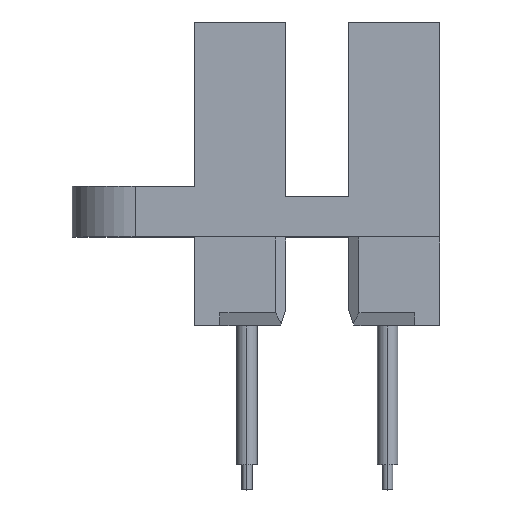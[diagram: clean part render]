
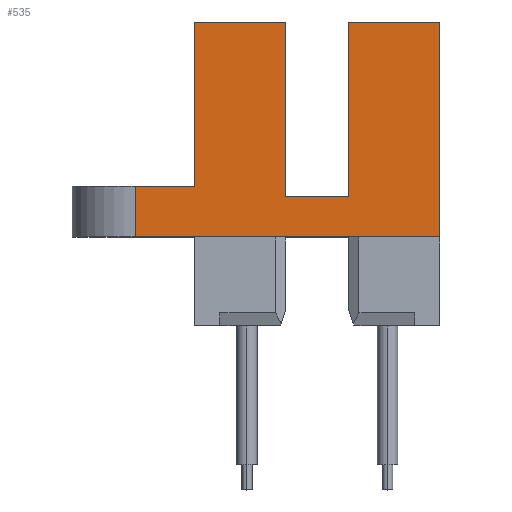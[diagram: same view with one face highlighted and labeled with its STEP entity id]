
A CAD part, top view. The second image highlights one B-rep face of the part: STEP entity #535.
In plain terms, the highlighted planar face has unit normal (0, 0, 1).
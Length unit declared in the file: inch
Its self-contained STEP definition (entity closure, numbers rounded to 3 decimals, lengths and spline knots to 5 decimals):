
#62 = VERTEX_POINT ( 'NONE', #2725 ) ;
#75 = CARTESIAN_POINT ( 'NONE',  ( -0.2425, 0., 0.125 ) ) ;
#85 = CARTESIAN_POINT ( 'NONE',  ( -0.0625, 0.08, 0.125 ) ) ;
#134 = DIRECTION ( 'NONE',  ( 1., 0., 0. ) ) ;
#176 = EDGE_CURVE ( 'NONE', #1887, #2081, #2772, .T. ) ;
#177 = DIRECTION ( 'NONE',  ( -1., 0., 0. ) ) ;
#208 = CARTESIAN_POINT ( 'NONE',  ( 0.0625, 0.08, 0.125 ) ) ;
#216 = CARTESIAN_POINT ( 'NONE',  ( -0.0625, 0.08, 0.125 ) ) ;
#313 = VERTEX_POINT ( 'NONE', #1398 ) ;
#334 = VECTOR ( 'NONE', #2809, 39.37008 ) ;
#361 = VECTOR ( 'NONE', #134, 39.37008 ) ;
#367 = LINE ( 'NONE', #75, #2419 ) ;
#385 = LINE ( 'NONE', #1968, #469 ) ;
#431 = CARTESIAN_POINT ( 'NONE',  ( -0.35975, 0.1, 0.125 ) ) ;
#452 = CARTESIAN_POINT ( 'NONE',  ( 0.0625, 0.425, 0.125 ) ) ;
#469 = VECTOR ( 'NONE', #177, 39.37008 ) ;
#519 = EDGE_CURVE ( 'NONE', #2081, #3060, #367, .T. ) ;
#535 = ADVANCED_FACE ( 'NONE', ( #1029 ), #2387, .F. ) ;
#585 = EDGE_CURVE ( 'NONE', #2778, #1286, #1560, .T. ) ;
#593 = ORIENTED_EDGE ( 'NONE', *, *, #1962, .T. ) ;
#676 = EDGE_CURVE ( 'NONE', #2383, #3060, #1673, .T. ) ;
#837 = DIRECTION ( 'NONE',  ( 0., 0., -1. ) ) ;
#934 = VERTEX_POINT ( 'NONE', #2119 ) ;
#1029 = FACE_OUTER_BOUND ( 'NONE', #2470, .T. ) ;
#1101 = VECTOR ( 'NONE', #2564, 39.37008 ) ;
#1169 = ORIENTED_EDGE ( 'NONE', *, *, #676, .F. ) ;
#1221 = LINE ( 'NONE', #3018, #1832 ) ;
#1230 = DIRECTION ( 'NONE',  ( 0., 1., 0. ) ) ;
#1280 = ORIENTED_EDGE ( 'NONE', *, *, #585, .F. ) ;
#1283 = DIRECTION ( 'NONE',  ( 0., -1., 0. ) ) ;
#1286 = VERTEX_POINT ( 'NONE', #452 ) ;
#1343 = LINE ( 'NONE', #216, #2562 ) ;
#1398 = CARTESIAN_POINT ( 'NONE',  ( -0.0625, 0.08, 0.125 ) ) ;
#1429 = EDGE_CURVE ( 'NONE', #313, #2778, #2937, .T. ) ;
#1560 = LINE ( 'NONE', #208, #2883 ) ;
#1641 = CARTESIAN_POINT ( 'NONE',  ( 0.2425, 0., 0.125 ) ) ;
#1657 = ORIENTED_EDGE ( 'NONE', *, *, #3195, .T. ) ;
#1673 = LINE ( 'NONE', #2019, #334 ) ;
#1686 = CARTESIAN_POINT ( 'NONE',  ( -0.2425, 0.1, 0.125 ) ) ;
#1704 = EDGE_CURVE ( 'NONE', #934, #62, #1777, .T. ) ;
#1728 = ORIENTED_EDGE ( 'NONE', *, *, #2727, .F. ) ;
#1749 = ORIENTED_EDGE ( 'NONE', *, *, #176, .T. ) ;
#1777 = LINE ( 'NONE', #2115, #1101 ) ;
#1832 = VECTOR ( 'NONE', #3277, 39.37008 ) ;
#1862 = DIRECTION ( 'NONE',  ( 1., 0., 0. ) ) ;
#1887 = VERTEX_POINT ( 'NONE', #431 ) ;
#1962 = EDGE_CURVE ( 'NONE', #313, #62, #1343, .T. ) ;
#1968 = CARTESIAN_POINT ( 'NONE',  ( -0.35975, 0.1, 0.125 ) ) ;
#2019 = CARTESIAN_POINT ( 'NONE',  ( 0.2425, 0.425, 0.125 ) ) ;
#2081 = VERTEX_POINT ( 'NONE', #3121 ) ;
#2115 = CARTESIAN_POINT ( 'NONE',  ( -0.2425, 0.425, 0.125 ) ) ;
#2119 = CARTESIAN_POINT ( 'NONE',  ( -0.2425, 0.425, 0.125 ) ) ;
#2122 = ORIENTED_EDGE ( 'NONE', *, *, #3204, .T. ) ;
#2151 = LINE ( 'NONE', #3232, #361 ) ;
#2160 = VECTOR ( 'NONE', #3189, 39.37008 ) ;
#2383 = VERTEX_POINT ( 'NONE', #3021 ) ;
#2387 = PLANE ( 'NONE',  #2936 ) ;
#2419 = VECTOR ( 'NONE', #1862, 39.37008 ) ;
#2470 = EDGE_LOOP ( 'NONE', ( #1728, #1280, #3350, #593, #2956, #1657, #2122, #1749, #2633, #1169 ) ) ;
#2562 = VECTOR ( 'NONE', #1230, 39.37008 ) ;
#2564 = DIRECTION ( 'NONE',  ( 1., 0., 0. ) ) ;
#2591 = CARTESIAN_POINT ( 'NONE',  ( -0.35975, 0.1, 0.125 ) ) ;
#2633 = ORIENTED_EDGE ( 'NONE', *, *, #519, .T. ) ;
#2664 = DIRECTION ( 'NONE',  ( -1., 0., 0. ) ) ;
#2725 = CARTESIAN_POINT ( 'NONE',  ( -0.0625, 0.425, 0.125 ) ) ;
#2727 = EDGE_CURVE ( 'NONE', #1286, #2383, #2151, .T. ) ;
#2772 = LINE ( 'NONE', #2591, #2950 ) ;
#2778 = VERTEX_POINT ( 'NONE', #2985 ) ;
#2795 = DIRECTION ( 'NONE',  ( 0., 1., 0. ) ) ;
#2809 = DIRECTION ( 'NONE',  ( 0., -1., 0. ) ) ;
#2875 = VERTEX_POINT ( 'NONE', #1686 ) ;
#2883 = VECTOR ( 'NONE', #2795, 39.37008 ) ;
#2936 = AXIS2_PLACEMENT_3D ( 'NONE', #3178, #837, #2664 ) ;
#2937 = LINE ( 'NONE', #85, #2160 ) ;
#2950 = VECTOR ( 'NONE', #1283, 39.37008 ) ;
#2956 = ORIENTED_EDGE ( 'NONE', *, *, #1704, .F. ) ;
#2985 = CARTESIAN_POINT ( 'NONE',  ( 0.0625, 0.08, 0.125 ) ) ;
#3018 = CARTESIAN_POINT ( 'NONE',  ( -0.2425, 0.425, 0.125 ) ) ;
#3021 = CARTESIAN_POINT ( 'NONE',  ( 0.2425, 0.425, 0.125 ) ) ;
#3060 = VERTEX_POINT ( 'NONE', #1641 ) ;
#3121 = CARTESIAN_POINT ( 'NONE',  ( -0.35975, 0., 0.125 ) ) ;
#3178 = CARTESIAN_POINT ( 'NONE',  ( -0.2425, 0.425, 0.125 ) ) ;
#3189 = DIRECTION ( 'NONE',  ( 1., 0., 0. ) ) ;
#3195 = EDGE_CURVE ( 'NONE', #934, #2875, #1221, .T. ) ;
#3204 = EDGE_CURVE ( 'NONE', #2875, #1887, #385, .T. ) ;
#3232 = CARTESIAN_POINT ( 'NONE',  ( -0.2425, 0.425, 0.125 ) ) ;
#3277 = DIRECTION ( 'NONE',  ( 0., -1., 0. ) ) ;
#3350 = ORIENTED_EDGE ( 'NONE', *, *, #1429, .F. ) ;
